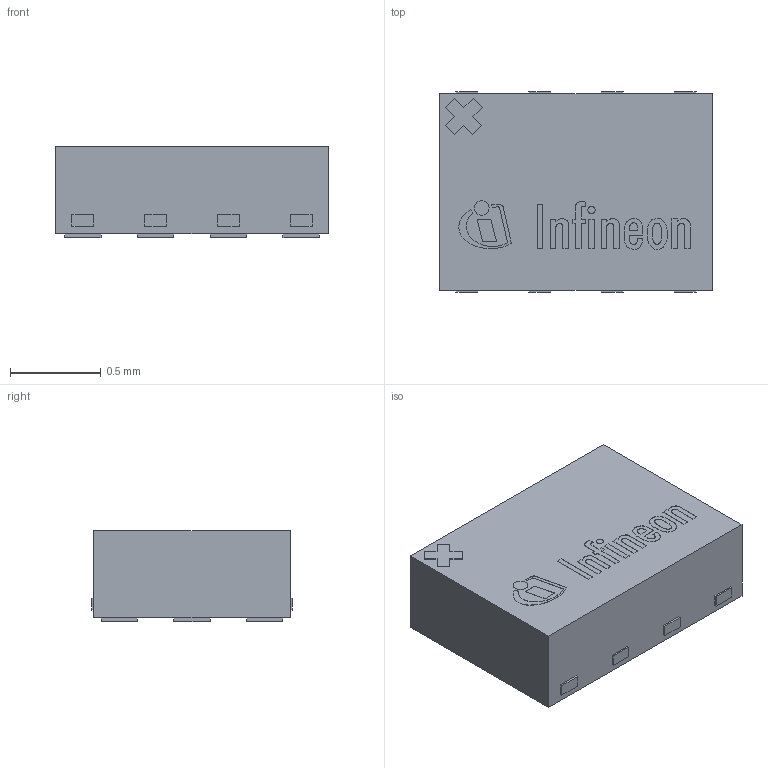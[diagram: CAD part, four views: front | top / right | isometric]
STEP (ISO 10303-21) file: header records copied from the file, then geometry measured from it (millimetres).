
FILE_DESCRIPTION(/* description */ (''),/* implementation_level */ '2;1');
FILE_NAME(/* name */ 'PG-TSNP-10-8_Z8B00209592_V01_3D.stp',/* time_stamp */ '2021-05-17T19:41:21+05:00',/* author */ ('janartha'),/* organization */ (''),/* preprocessor_version */ 'ST-DEVELOPER v16.13',/* originating_system */ 'AutoCAD Mechanical',/* authorisation */ '');
FILE_SCHEMA (('AUTOMOTIVE_DESIGN { 1 0 10303 214 3 1 1 }'));
Length unit declared in the file: millimetre
Products named in the file (1): Product
Bounding box: 1.5 x 1.1 x 0.5 mm (x, y, z)
Volume: 0.8 mm3; surface area: 7.1 mm2
Topology: 32 solids, 32 shells, 253 faces, 564 edges, 376 vertices
Faces by surface type: plane 231, bspline 18, cylinder 4
Full cylindrical faces by diameter (mm): 0.04 x1, 0.081 x1
Entity records: 7091 total; most frequent: CARTESIAN_POINT 1582, ORIENTED_EDGE 1124, DIRECTION 1006, EDGE_CURVE 562, LINE 518, VECTOR 518, VERTEX_POINT 376, EDGE_LOOP 260
